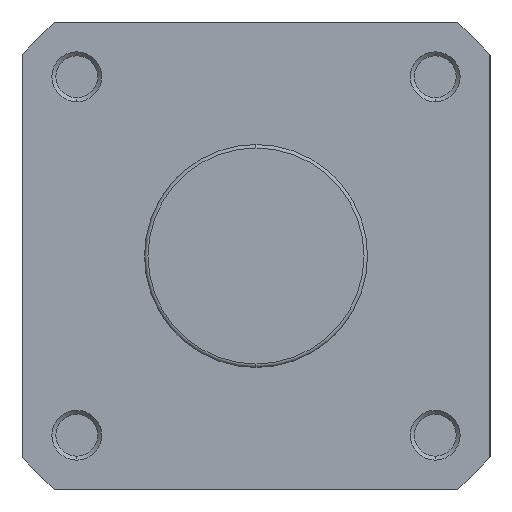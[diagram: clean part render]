
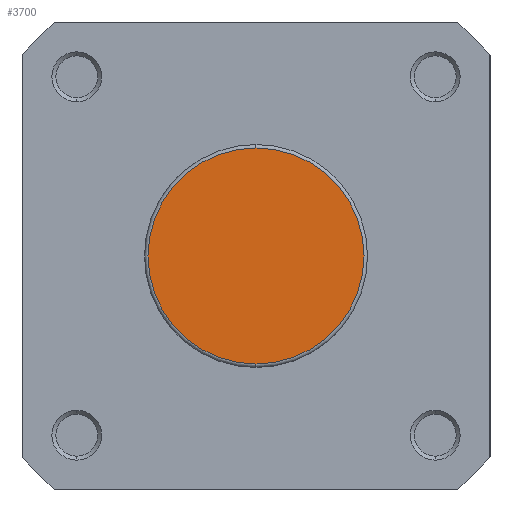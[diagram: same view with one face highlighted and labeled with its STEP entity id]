
A CAD part, left-side view. The second image highlights one B-rep face of the part: STEP entity #3700.
In plain terms, the highlighted planar face has unit normal (-1, 0, 0).
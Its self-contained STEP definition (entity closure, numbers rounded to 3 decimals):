
#452 = CIRCLE ( 'NONE', #4481, 21.7 ) ;
#548 = CIRCLE ( 'NONE', #4520, 21.7 ) ;
#1477 = CARTESIAN_POINT ( 'NONE',  ( 0., 0., -21.7 ) ) ;
#1484 = CARTESIAN_POINT ( 'NONE',  ( 0., 0., 21.7 ) ) ;
#2034 = CARTESIAN_POINT ( 'NONE',  ( 0., 22.4, 0. ) ) ;
#2035 = PLANE ( 'NONE',  #4318 ) ;
#2036 = DIRECTION ( 'NONE',  ( 1., 0., 0. ) ) ;
#2037 = DIRECTION ( 'NONE',  ( 0., 0., -1. ) ) ;
#2597 = VERTEX_POINT ( 'NONE', #1477 ) ;
#2604 = VERTEX_POINT ( 'NONE', #1484 ) ;
#2869 = EDGE_LOOP ( 'NONE', ( #3096, #3097 ) ) ;
#3096 = ORIENTED_EDGE ( 'NONE', *, *, #3984, .T. ) ;
#3097 = ORIENTED_EDGE ( 'NONE', *, *, #4052, .T. ) ;
#3700 = ADVANCED_FACE ( 'NONE', ( #5559 ), #2035, .F. ) ;
#3984 = EDGE_CURVE ( 'NONE', #2597, #2604, #452, .T. ) ;
#4052 = EDGE_CURVE ( 'NONE', #2604, #2597, #548, .T. ) ;
#4318 = AXIS2_PLACEMENT_3D ( 'NONE', #2034, #2036, #2037 ) ;
#4481 = AXIS2_PLACEMENT_3D ( 'NONE', #4975, #4981, #4982 ) ;
#4520 = AXIS2_PLACEMENT_3D ( 'NONE', #5156, #5158, #5159 ) ;
#4975 = CARTESIAN_POINT ( 'NONE',  ( 0., 0., 0. ) ) ;
#4981 = DIRECTION ( 'NONE',  ( -1., 0., 0. ) ) ;
#4982 = DIRECTION ( 'NONE',  ( 0., 0., -1. ) ) ;
#5156 = CARTESIAN_POINT ( 'NONE',  ( 0., 0., 0. ) ) ;
#5158 = DIRECTION ( 'NONE',  ( -1., 0., 0. ) ) ;
#5159 = DIRECTION ( 'NONE',  ( 0., 0., -1. ) ) ;
#5559 = FACE_OUTER_BOUND ( 'NONE', #2869, .T. ) ;
